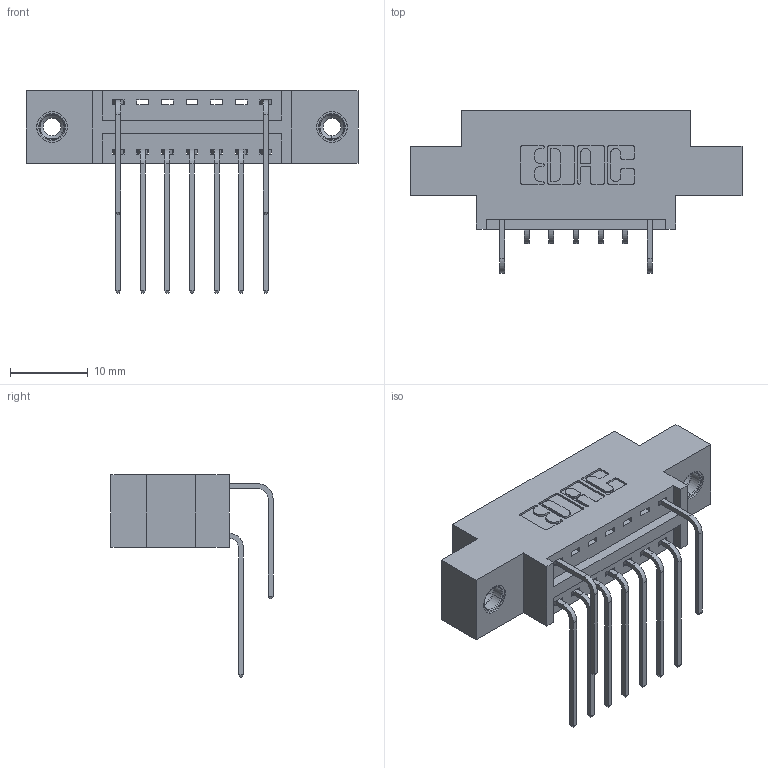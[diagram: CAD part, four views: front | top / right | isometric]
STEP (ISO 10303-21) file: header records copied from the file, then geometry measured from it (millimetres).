
FILE_DESCRIPTION (( 'STEP AP203' ), '1' );
FILE_NAME ('346-014-559-808.STEP', '2018-08-20T02:11:43', ( '' ), ( '' ), 'SwSTEP 2.0', 'SolidWorks 2016', '' );
FILE_SCHEMA (( 'CONFIG_CONTROL_DESIGN' ));
Length unit declared in the file: inch
Products named in the file (5): 345-250-001_345-250-003-102; 346-014-559-808; 346 Part_0.170 Offset - 0.156 Dia-TI; 345-292-001_558 559 Tail - 1; 345-292-001_559 Tail - 2
Assembly tree (12 placements, depth 2):
  346-014-559-808
    346 Part_0.170 Offset - 0.156 Dia-TI
    345-292-001_558 559 Tail - 1  x7
    345-292-001_559 Tail - 2  x2
    345-250-001_345-250-003-102  x2
Bounding box: 42.8 x 20.89 x 26.16 mm (x, y, z)
Volume: 3747.4 mm3; surface area: 4790.2 mm2
Topology: 12 solids, 12 shells, 702 faces, 2031 edges, 1334 vertices
Faces by surface type: plane 470, cylinder 216, cone 12, torus 4
Entity records: 12222 total; most frequent: CARTESIAN_POINT 2121, ORIENTED_EDGE 2002, DIRECTION 1913, EDGE_CURVE 1001, LINE 781, VECTOR 781, VERTEX_POINT 660, AXIS2_PLACEMENT_3D 566
